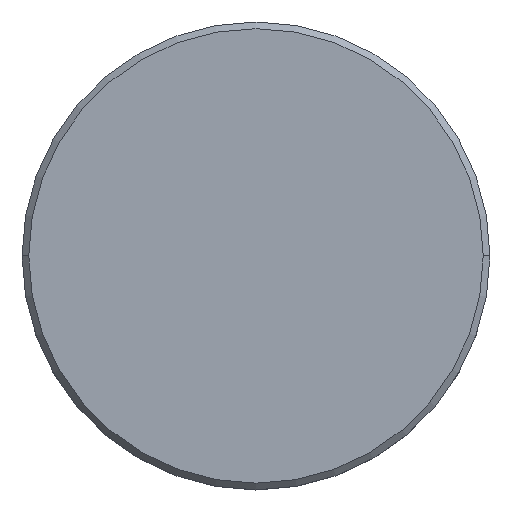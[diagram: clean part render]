
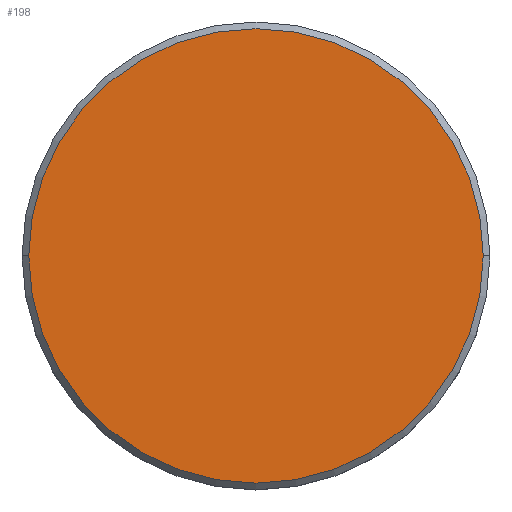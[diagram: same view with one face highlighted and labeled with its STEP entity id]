
A CAD part, top view. The second image highlights one B-rep face of the part: STEP entity #198.
In plain terms, the highlighted planar face has unit normal (0, 0, 1).
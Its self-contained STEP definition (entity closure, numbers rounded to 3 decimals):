
#12 = VERTEX_POINT ( 'NONE', #534 ) ;
#78 = CARTESIAN_POINT ( 'NONE',  ( -17., 0., 0. ) ) ;
#95 = CARTESIAN_POINT ( 'NONE',  ( 0., 0., 0. ) ) ;
#110 = FACE_OUTER_BOUND ( 'NONE', #221, .T. ) ;
#114 = AXIS2_PLACEMENT_3D ( 'NONE', #459, #373, #236 ) ;
#166 = DIRECTION ( 'NONE',  ( 0., 0., 1. ) ) ;
#189 = DIRECTION ( 'NONE',  ( 0., 0., 1. ) ) ;
#198 = ADVANCED_FACE ( 'NONE', ( #110 ), #325, .T. ) ;
#200 = EDGE_CURVE ( 'NONE', #561, #12, #379, .T. ) ;
#221 = EDGE_LOOP ( 'NONE', ( #297, #295 ) ) ;
#236 = DIRECTION ( 'NONE',  ( 1., 0., 0. ) ) ;
#295 = ORIENTED_EDGE ( 'NONE', *, *, #491, .T. ) ;
#297 = ORIENTED_EDGE ( 'NONE', *, *, #200, .T. ) ;
#325 = PLANE ( 'NONE',  #572 ) ;
#373 = DIRECTION ( 'NONE',  ( 0., 0., 1. ) ) ;
#379 = CIRCLE ( 'NONE', #114, 17. ) ;
#459 = CARTESIAN_POINT ( 'NONE',  ( 0., 0., 0. ) ) ;
#491 = EDGE_CURVE ( 'NONE', #12, #561, #517, .T. ) ;
#494 = CARTESIAN_POINT ( 'NONE',  ( 0., 0., 0. ) ) ;
#517 = CIRCLE ( 'NONE', #596, 17. ) ;
#525 = DIRECTION ( 'NONE',  ( 1., 0., 0. ) ) ;
#534 = CARTESIAN_POINT ( 'NONE',  ( 17., 0., 0. ) ) ;
#548 = DIRECTION ( 'NONE',  ( 1., 0., 0. ) ) ;
#561 = VERTEX_POINT ( 'NONE', #78 ) ;
#572 = AXIS2_PLACEMENT_3D ( 'NONE', #95, #189, #548 ) ;
#596 = AXIS2_PLACEMENT_3D ( 'NONE', #494, #166, #525 ) ;
